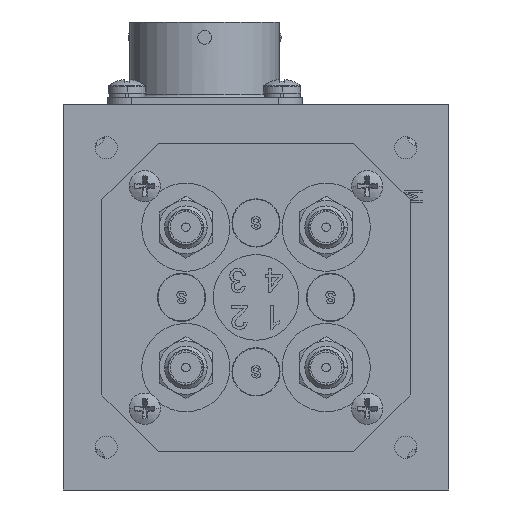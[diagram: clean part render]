
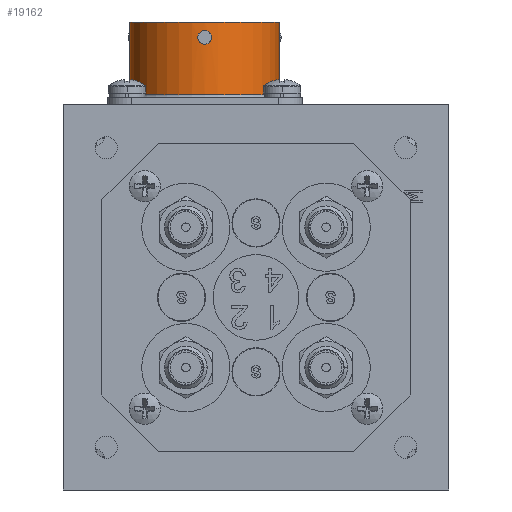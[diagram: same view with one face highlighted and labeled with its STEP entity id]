
A CAD part, front view. The second image highlights one B-rep face of the part: STEP entity #19162.
In plain terms, the highlighted cylindrical face has radius 11.113 mm (diameter 22.225 mm), a partial arc.
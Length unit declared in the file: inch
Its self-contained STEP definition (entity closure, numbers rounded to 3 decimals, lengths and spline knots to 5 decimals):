
#1243 = B_SPLINE_CURVE_WITH_KNOTS ( 'NONE', 3,
 ( #21439, #47970, #2710, #25993, #33122, #29894, #2545, #49282, #10114, #17714, #14001, #21606, #18058, #44910, #49112, #37012 ),
 .UNSPECIFIED., .F., .F.,
 ( 4, 2, 2, 2, 2, 2, 2, 4 ),
 ( 0.00318, 0.00358, 0.00397, 0.00437, 0.00477, 0.00516, 0.00556, 0.00636 ),
 .UNSPECIFIED. ) ;
#1637 = CARTESIAN_POINT ( 'NONE',  ( -0.3, 3.12, 1.6089 ) ) ;
#2118 = DIRECTION ( 'NONE',  ( 0., 0., -1. ) ) ;
#2545 = CARTESIAN_POINT ( 'NONE',  ( -0.32018, 2.68294, 1.55383 ) ) ;
#2710 = CARTESIAN_POINT ( 'NONE',  ( -0.33895, 2.68423, 1.52938 ) ) ;
#3092 = CARTESIAN_POINT ( 'NONE',  ( -0.7375, 3.12, 1.6089 ) ) ;
#3705 = EDGE_LOOP ( 'NONE', ( #27776, #4569, #48201, #25628 ) ) ;
#3838 = CARTESIAN_POINT ( 'NONE',  ( -0.26104, 2.68423, 1.50842 ) ) ;
#3999 = CARTESIAN_POINT ( 'NONE',  ( -0.26803, 2.68365, 1.4943 ) ) ;
#4342 = CARTESIAN_POINT ( 'NONE',  ( -0.33896, 2.68423, 1.50843 ) ) ;
#4569 = ORIENTED_EDGE ( 'NONE', *, *, #11649, .T. ) ;
#6948 = EDGE_CURVE ( 'NONE', #9326, #47535, #33583, .T. ) ;
#7237 = CARTESIAN_POINT ( 'NONE',  ( -0.3, 3.12, 1.1839 ) ) ;
#7704 = CARTESIAN_POINT ( 'NONE',  ( -0.32014, 2.68294, 1.48394 ) ) ;
#9326 = VERTEX_POINT ( 'NONE', #3092 ) ;
#10114 = CARTESIAN_POINT ( 'NONE',  ( -0.30531, 2.6825, 1.55889 ) ) ;
#10236 = CARTESIAN_POINT ( 'NONE',  ( -0.34, 2.68433, 1.5189 ) ) ;
#10345 = DIRECTION ( 'NONE',  ( 0., 0., 1. ) ) ;
#10611 = DIRECTION ( 'NONE',  ( 0., 0., 1. ) ) ;
#10636 = LINE ( 'NONE', #25023, #16677 ) ;
#11649 = EDGE_CURVE ( 'NONE', #9326, #14828, #38075, .T. ) ;
#11887 = CARTESIAN_POINT ( 'NONE',  ( -0.34, 2.68433, 1.51368 ) ) ;
#12057 = CARTESIAN_POINT ( 'NONE',  ( -0.32454, 2.68317, 1.48687 ) ) ;
#12228 = CARTESIAN_POINT ( 'NONE',  ( -0.33202, 2.68366, 1.49434 ) ) ;
#14001 = CARTESIAN_POINT ( 'NONE',  ( -0.28956, 2.6826, 1.55786 ) ) ;
#14036 = VERTEX_POINT ( 'NONE', #45678 ) ;
#14828 = VERTEX_POINT ( 'NONE', #32742 ) ;
#15361 = CARTESIAN_POINT ( 'NONE',  ( -0.7375, 3.12, 1.6089 ) ) ;
#15637 = VECTOR ( 'NONE', #49672, 39.37008 ) ;
#16677 = VECTOR ( 'NONE', #40747, 39.37008 ) ;
#17714 = CARTESIAN_POINT ( 'NONE',  ( -0.29475, 2.6825, 1.5589 ) ) ;
#18058 = CARTESIAN_POINT ( 'NONE',  ( -0.27543, 2.68318, 1.55089 ) ) ;
#19162 = ADVANCED_FACE ( 'NONE', ( #47843, #46017 ), #32736, .T. ) ;
#21439 = CARTESIAN_POINT ( 'NONE',  ( -0.34, 2.68433, 1.5189 ) ) ;
#21606 = CARTESIAN_POINT ( 'NONE',  ( -0.27986, 2.68294, 1.55385 ) ) ;
#21849 = EDGE_LOOP ( 'NONE', ( #24651, #38642 ) ) ;
#22853 = EDGE_CURVE ( 'NONE', #48553, #14036, #1243, .T. ) ;
#23759 = CARTESIAN_POINT ( 'NONE',  ( -0.30521, 2.6825, 1.4789 ) ) ;
#24651 = ORIENTED_EDGE ( 'NONE', *, *, #22853, .T. ) ;
#24714 = EDGE_CURVE ( 'NONE', #47535, #28239, #10636, .T. ) ;
#25023 = CARTESIAN_POINT ( 'NONE',  ( 0.1375, 3.12, 1.6089 ) ) ;
#25628 = ORIENTED_EDGE ( 'NONE', *, *, #24714, .F. ) ;
#25993 = CARTESIAN_POINT ( 'NONE',  ( -0.33497, 2.68389, 1.53901 ) ) ;
#27623 = CARTESIAN_POINT ( 'NONE',  ( -0.27987, 2.68294, 1.48394 ) ) ;
#27776 = ORIENTED_EDGE ( 'NONE', *, *, #6948, .F. ) ;
#28239 = VERTEX_POINT ( 'NONE', #43028 ) ;
#29894 = CARTESIAN_POINT ( 'NONE',  ( -0.32462, 2.68318, 1.55085 ) ) ;
#30881 = CARTESIAN_POINT ( 'NONE',  ( -0.26506, 2.68389, 1.49873 ) ) ;
#32736 = CYLINDRICAL_SURFACE ( 'NONE', #47664, 0.4375 ) ;
#32742 = CARTESIAN_POINT ( 'NONE',  ( -0.7375, 3.12, 1.1839 ) ) ;
#33122 = CARTESIAN_POINT ( 'NONE',  ( -0.33199, 2.68366, 1.54347 ) ) ;
#33522 = CARTESIAN_POINT ( 'NONE',  ( -0.3, 3.12, 1.6089 ) ) ;
#33583 = CIRCLE ( 'NONE', #42391, 0.4375 ) ;
#34754 = CARTESIAN_POINT ( 'NONE',  ( -0.33495, 2.68389, 1.49874 ) ) ;
#35095 = CARTESIAN_POINT ( 'NONE',  ( -0.2895, 2.6826, 1.47995 ) ) ;
#35795 = CARTESIAN_POINT ( 'NONE',  ( 0.1375, 3.12, 1.6089 ) ) ;
#36412 = DIRECTION ( 'NONE',  ( 1., 0., 0. ) ) ;
#37012 = CARTESIAN_POINT ( 'NONE',  ( -0.26, 2.68433, 1.5189 ) ) ;
#37484 = EDGE_CURVE ( 'NONE', #14828, #28239, #44892, .T. ) ;
#37675 = DIRECTION ( 'NONE',  ( 1., 0., 0. ) ) ;
#37897 = DIRECTION ( 'NONE',  ( -1., 0., 0. ) ) ;
#38075 = LINE ( 'NONE', #15361, #15637 ) ;
#38488 = CARTESIAN_POINT ( 'NONE',  ( -0.26, 2.68433, 1.5189 ) ) ;
#38642 = ORIENTED_EDGE ( 'NONE', *, *, #41889, .T. ) ;
#38660 = CARTESIAN_POINT ( 'NONE',  ( -0.27541, 2.68318, 1.48692 ) ) ;
#38681 = AXIS2_PLACEMENT_3D ( 'NONE', #7237, #10611, #37675 ) ;
#39834 = B_SPLINE_CURVE_WITH_KNOTS ( 'NONE', 3,
 ( #38488, #42332, #3838, #30881, #3999, #38660, #27623, #35095, #46386, #23759, #50112, #7704, #12057, #12228, #34754, #4342, #11887, #42843 ),
 .UNSPECIFIED., .F., .F.,
 ( 4, 2, 2, 2, 2, 2, 2, 2, 4 ),
 ( 0., 0.0004, 0.00079, 0.00119, 0.00159, 0.00199, 0.00238, 0.00278, 0.00318 ),
 .UNSPECIFIED. ) ;
#40747 = DIRECTION ( 'NONE',  ( 0., 0., -1. ) ) ;
#41889 = EDGE_CURVE ( 'NONE', #14036, #48553, #39834, .T. ) ;
#42332 = CARTESIAN_POINT ( 'NONE',  ( -0.26, 2.68433, 1.51361 ) ) ;
#42391 = AXIS2_PLACEMENT_3D ( 'NONE', #33522, #10345, #37897 ) ;
#42843 = CARTESIAN_POINT ( 'NONE',  ( -0.34, 2.68433, 1.5189 ) ) ;
#43028 = CARTESIAN_POINT ( 'NONE',  ( 0.1375, 3.12, 1.1839 ) ) ;
#44892 = CIRCLE ( 'NONE', #38681, 0.4375 ) ;
#44910 = CARTESIAN_POINT ( 'NONE',  ( -0.26435, 2.68389, 1.53983 ) ) ;
#45678 = CARTESIAN_POINT ( 'NONE',  ( -0.26, 2.68433, 1.5189 ) ) ;
#46017 = FACE_OUTER_BOUND ( 'NONE', #3705, .T. ) ;
#46386 = CARTESIAN_POINT ( 'NONE',  ( -0.29476, 2.6825, 1.4789 ) ) ;
#47535 = VERTEX_POINT ( 'NONE', #35795 ) ;
#47664 = AXIS2_PLACEMENT_3D ( 'NONE', #1637, #2118, #36412 ) ;
#47843 = FACE_BOUND ( 'NONE', #21849, .T. ) ;
#47970 = CARTESIAN_POINT ( 'NONE',  ( -0.34, 2.68433, 1.52412 ) ) ;
#48201 = ORIENTED_EDGE ( 'NONE', *, *, #37484, .T. ) ;
#48553 = VERTEX_POINT ( 'NONE', #10236 ) ;
#49112 = CARTESIAN_POINT ( 'NONE',  ( -0.26, 2.68433, 1.52947 ) ) ;
#49282 = CARTESIAN_POINT ( 'NONE',  ( -0.31051, 2.6826, 1.55785 ) ) ;
#49672 = DIRECTION ( 'NONE',  ( 0., 0., -1. ) ) ;
#50112 = CARTESIAN_POINT ( 'NONE',  ( -0.31045, 2.6826, 1.47993 ) ) ;
